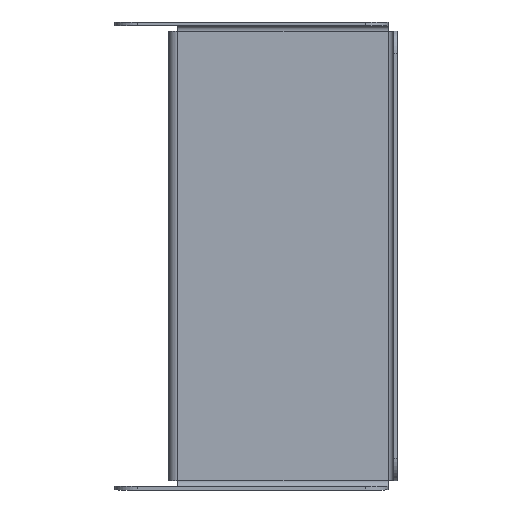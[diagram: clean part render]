
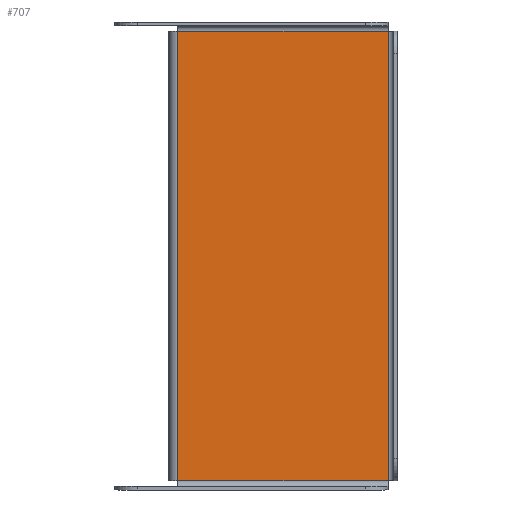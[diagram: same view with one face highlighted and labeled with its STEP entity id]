
A CAD part, front view. The second image highlights one B-rep face of the part: STEP entity #707.
In plain terms, the highlighted planar face has unit normal (0, -1, 0).
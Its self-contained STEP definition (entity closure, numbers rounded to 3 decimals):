
#86 = CARTESIAN_POINT ( 'NONE',  ( 1.2, -32.6, -50. ) ) ;
#120 = CARTESIAN_POINT ( 'NONE',  ( 1.2, -32.6, 50. ) ) ;
#141 = CARTESIAN_POINT ( 'NONE',  ( 48., -32.6, -50. ) ) ;
#146 = CARTESIAN_POINT ( 'NONE',  ( 48., -32.6, 50. ) ) ;
#172 = VERTEX_POINT ( 'NONE', #146 ) ;
#173 = VERTEX_POINT ( 'NONE', #141 ) ;
#217 = VERTEX_POINT ( 'NONE', #120 ) ;
#259 = EDGE_LOOP ( 'NONE', ( #1159, #1158, #1157, #1156 ) ) ;
#296 = VERTEX_POINT ( 'NONE', #86 ) ;
#351 = FACE_OUTER_BOUND ( 'NONE', #259, .T. ) ;
#405 = AXIS2_PLACEMENT_3D ( 'NONE', #1412, #1498, #1499 ) ;
#555 = EDGE_CURVE ( 'NONE', #296, #173, #981, .T. ) ;
#560 = EDGE_CURVE ( 'NONE', #172, #173, #995, .T. ) ;
#561 = EDGE_CURVE ( 'NONE', #217, #172, #997, .T. ) ;
#568 = EDGE_CURVE ( 'NONE', #217, #296, #1009, .T. ) ;
#707 = ADVANCED_FACE ( 'NONE', ( #351 ), #1504, .F. ) ;
#981 = LINE ( 'NONE', #1367, #989 ) ;
#989 = VECTOR ( 'NONE', #1356, 1000. ) ;
#995 = LINE ( 'NONE', #1341, #998 ) ;
#997 = LINE ( 'NONE', #1339, #1000 ) ;
#998 = VECTOR ( 'NONE', #1340, 1000. ) ;
#1000 = VECTOR ( 'NONE', #1338, 1000. ) ;
#1009 = LINE ( 'NONE', #1113, #1012 ) ;
#1012 = VECTOR ( 'NONE', #1114, 1000. ) ;
#1113 = CARTESIAN_POINT ( 'NONE',  ( 1.2, -32.6, 50. ) ) ;
#1114 = DIRECTION ( 'NONE',  ( 0., 0., -1. ) ) ;
#1156 = ORIENTED_EDGE ( 'NONE', *, *, #568, .T. ) ;
#1157 = ORIENTED_EDGE ( 'NONE', *, *, #561, .F. ) ;
#1158 = ORIENTED_EDGE ( 'NONE', *, *, #560, .F. ) ;
#1159 = ORIENTED_EDGE ( 'NONE', *, *, #555, .T. ) ;
#1338 = DIRECTION ( 'NONE',  ( 1., 0., 0. ) ) ;
#1339 = CARTESIAN_POINT ( 'NONE',  ( 1.2, -32.6, 50. ) ) ;
#1340 = DIRECTION ( 'NONE',  ( 0., 0., -1. ) ) ;
#1341 = CARTESIAN_POINT ( 'NONE',  ( 48., -32.6, 50. ) ) ;
#1356 = DIRECTION ( 'NONE',  ( 1., 0., 0. ) ) ;
#1367 = CARTESIAN_POINT ( 'NONE',  ( 1.2, -32.6, -50. ) ) ;
#1412 = CARTESIAN_POINT ( 'NONE',  ( 1.2, -32.6, 50. ) ) ;
#1498 = DIRECTION ( 'NONE',  ( 0., 1., 0. ) ) ;
#1499 = DIRECTION ( 'NONE',  ( 0., 0., 1. ) ) ;
#1504 = PLANE ( 'NONE',  #405 ) ;
